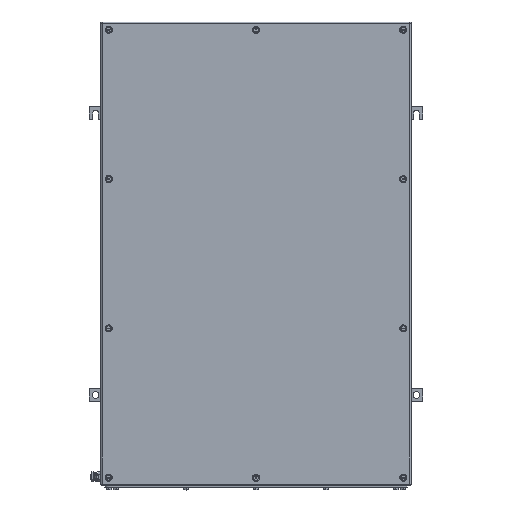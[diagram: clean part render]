
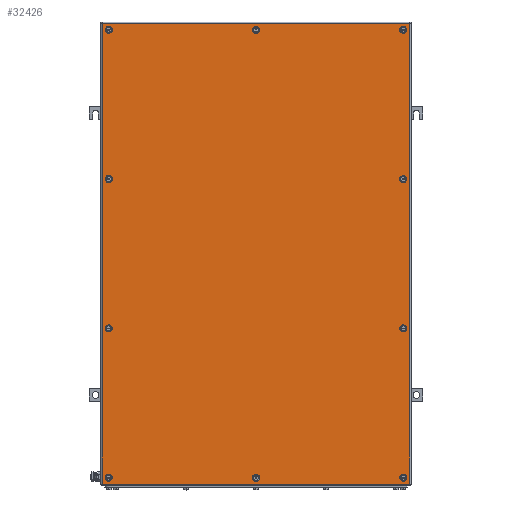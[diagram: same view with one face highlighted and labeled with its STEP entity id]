
A CAD part, top view. The second image highlights one B-rep face of the part: STEP entity #32426.
In plain terms, the highlighted planar face has unit normal (0, 0, 1).
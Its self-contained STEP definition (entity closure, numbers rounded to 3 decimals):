
#32192=AXIS2_PLACEMENT_3D('Circle Axis2P3D',#32190,#32191,$) ;
#32219=AXIS2_PLACEMENT_3D('Plane Axis2P3D',#32216,#32217,#32218) ;
#32257=AXIS2_PLACEMENT_3D('Circle Axis2P3D',#32255,#32256,$) ;
#32266=AXIS2_PLACEMENT_3D('Circle Axis2P3D',#32264,#32265,$) ;
#32275=AXIS2_PLACEMENT_3D('Circle Axis2P3D',#32273,#32274,$) ;
#32284=AXIS2_PLACEMENT_3D('Circle Axis2P3D',#32282,#32283,$) ;
#32293=AXIS2_PLACEMENT_3D('Circle Axis2P3D',#32291,#32292,$) ;
#32302=AXIS2_PLACEMENT_3D('Circle Axis2P3D',#32300,#32301,$) ;
#32311=AXIS2_PLACEMENT_3D('Circle Axis2P3D',#32309,#32310,$) ;
#32320=AXIS2_PLACEMENT_3D('Circle Axis2P3D',#32318,#32319,$) ;
#32329=AXIS2_PLACEMENT_3D('Circle Axis2P3D',#32327,#32328,$) ;
#32338=AXIS2_PLACEMENT_3D('Circle Axis2P3D',#32336,#32337,$) ;
#32347=AXIS2_PLACEMENT_3D('Circle Axis2P3D',#32345,#32346,$) ;
#32356=AXIS2_PLACEMENT_3D('Circle Axis2P3D',#32354,#32355,$) ;
#32365=AXIS2_PLACEMENT_3D('Circle Axis2P3D',#32363,#32364,$) ;
#32374=AXIS2_PLACEMENT_3D('Circle Axis2P3D',#32372,#32373,$) ;
#32383=AXIS2_PLACEMENT_3D('Circle Axis2P3D',#32381,#32382,$) ;
#32392=AXIS2_PLACEMENT_3D('Circle Axis2P3D',#32390,#32391,$) ;
#32401=AXIS2_PLACEMENT_3D('Circle Axis2P3D',#32399,#32400,$) ;
#32410=AXIS2_PLACEMENT_3D('Circle Axis2P3D',#32408,#32409,$) ;
#32419=AXIS2_PLACEMENT_3D('Circle Axis2P3D',#32417,#32418,$) ;
#32187=CARTESIAN_POINT('Vertex',(41.5,615.167,203.5)) ;
#32190=CARTESIAN_POINT('Axis2P3D Location',(38.,615.167,203.5)) ;
#32194=CARTESIAN_POINT('Vertex',(34.5,615.167,203.5)) ;
#32216=CARTESIAN_POINT('Axis2P3D Location',(330.5,468.,203.5)) ;
#32221=CARTESIAN_POINT('Line Origine',(330.5,924.5,203.5)) ;
#32225=CARTESIAN_POINT('Vertex',(635.,924.5,203.5)) ;
#32227=CARTESIAN_POINT('Vertex',(26.,924.5,203.5)) ;
#32230=CARTESIAN_POINT('Line Origine',(26.,468.,203.5)) ;
#32234=CARTESIAN_POINT('Vertex',(26.,11.5,203.5)) ;
#32237=CARTESIAN_POINT('Line Origine',(330.5,11.5,203.5)) ;
#32241=CARTESIAN_POINT('Vertex',(635.,11.5,203.5)) ;
#32244=CARTESIAN_POINT('Line Origine',(635.,468.,203.5)) ;
#32255=CARTESIAN_POINT('Axis2P3D Location',(38.,615.167,203.5)) ;
#32264=CARTESIAN_POINT('Axis2P3D Location',(38.,320.833,203.5)) ;
#32268=CARTESIAN_POINT('Vertex',(34.5,320.833,203.5)) ;
#32270=CARTESIAN_POINT('Vertex',(41.5,320.833,203.5)) ;
#32273=CARTESIAN_POINT('Axis2P3D Location',(38.,320.833,203.5)) ;
#32282=CARTESIAN_POINT('Axis2P3D Location',(623.,320.833,203.5)) ;
#32286=CARTESIAN_POINT('Vertex',(626.5,320.833,203.5)) ;
#32288=CARTESIAN_POINT('Vertex',(619.5,320.833,203.5)) ;
#32291=CARTESIAN_POINT('Axis2P3D Location',(623.,320.833,203.5)) ;
#32300=CARTESIAN_POINT('Axis2P3D Location',(623.,615.167,203.5)) ;
#32304=CARTESIAN_POINT('Vertex',(626.5,615.167,203.5)) ;
#32306=CARTESIAN_POINT('Vertex',(619.5,615.167,203.5)) ;
#32309=CARTESIAN_POINT('Axis2P3D Location',(623.,615.167,203.5)) ;
#32318=CARTESIAN_POINT('Axis2P3D Location',(330.5,23.5,203.5)) ;
#32322=CARTESIAN_POINT('Vertex',(334.,23.5,203.5)) ;
#32324=CARTESIAN_POINT('Vertex',(327.,23.5,203.5)) ;
#32327=CARTESIAN_POINT('Axis2P3D Location',(330.5,23.5,203.5)) ;
#32336=CARTESIAN_POINT('Axis2P3D Location',(330.5,912.5,203.5)) ;
#32340=CARTESIAN_POINT('Vertex',(334.,912.5,203.5)) ;
#32342=CARTESIAN_POINT('Vertex',(327.,912.5,203.5)) ;
#32345=CARTESIAN_POINT('Axis2P3D Location',(330.5,912.5,203.5)) ;
#32354=CARTESIAN_POINT('Axis2P3D Location',(38.,912.5,203.5)) ;
#32358=CARTESIAN_POINT('Vertex',(34.5,912.5,203.5)) ;
#32360=CARTESIAN_POINT('Vertex',(41.5,912.5,203.5)) ;
#32363=CARTESIAN_POINT('Axis2P3D Location',(38.,912.5,203.5)) ;
#32372=CARTESIAN_POINT('Axis2P3D Location',(38.,23.5,203.5)) ;
#32376=CARTESIAN_POINT('Vertex',(34.5,23.5,203.5)) ;
#32378=CARTESIAN_POINT('Vertex',(41.5,23.5,203.5)) ;
#32381=CARTESIAN_POINT('Axis2P3D Location',(38.,23.5,203.5)) ;
#32390=CARTESIAN_POINT('Axis2P3D Location',(623.,23.5,203.5)) ;
#32394=CARTESIAN_POINT('Vertex',(626.5,23.5,203.5)) ;
#32396=CARTESIAN_POINT('Vertex',(619.5,23.5,203.5)) ;
#32399=CARTESIAN_POINT('Axis2P3D Location',(623.,23.5,203.5)) ;
#32408=CARTESIAN_POINT('Axis2P3D Location',(623.,912.5,203.5)) ;
#32412=CARTESIAN_POINT('Vertex',(626.5,912.5,203.5)) ;
#32414=CARTESIAN_POINT('Vertex',(619.5,912.5,203.5)) ;
#32417=CARTESIAN_POINT('Axis2P3D Location',(623.,912.5,203.5)) ;
#32191=DIRECTION('Axis2P3D Direction',(0.,0.,1.)) ;
#32217=DIRECTION('Axis2P3D Direction',(0.,0.,1.)) ;
#32218=DIRECTION('Axis2P3D XDirection',(1.,0.,0.)) ;
#32222=DIRECTION('Vector Direction',(1.,0.,0.)) ;
#32231=DIRECTION('Vector Direction',(0.,-1.,0.)) ;
#32238=DIRECTION('Vector Direction',(1.,0.,0.)) ;
#32245=DIRECTION('Vector Direction',(0.,1.,0.)) ;
#32256=DIRECTION('Axis2P3D Direction',(0.,0.,1.)) ;
#32265=DIRECTION('Axis2P3D Direction',(0.,0.,1.)) ;
#32274=DIRECTION('Axis2P3D Direction',(0.,0.,1.)) ;
#32283=DIRECTION('Axis2P3D Direction',(0.,0.,1.)) ;
#32292=DIRECTION('Axis2P3D Direction',(0.,0.,1.)) ;
#32301=DIRECTION('Axis2P3D Direction',(0.,0.,1.)) ;
#32310=DIRECTION('Axis2P3D Direction',(0.,0.,1.)) ;
#32319=DIRECTION('Axis2P3D Direction',(0.,0.,1.)) ;
#32328=DIRECTION('Axis2P3D Direction',(0.,0.,1.)) ;
#32337=DIRECTION('Axis2P3D Direction',(0.,0.,1.)) ;
#32346=DIRECTION('Axis2P3D Direction',(0.,0.,1.)) ;
#32355=DIRECTION('Axis2P3D Direction',(0.,0.,1.)) ;
#32364=DIRECTION('Axis2P3D Direction',(0.,0.,1.)) ;
#32373=DIRECTION('Axis2P3D Direction',(0.,0.,1.)) ;
#32382=DIRECTION('Axis2P3D Direction',(0.,0.,1.)) ;
#32391=DIRECTION('Axis2P3D Direction',(0.,0.,1.)) ;
#32400=DIRECTION('Axis2P3D Direction',(0.,0.,1.)) ;
#32409=DIRECTION('Axis2P3D Direction',(0.,0.,1.)) ;
#32418=DIRECTION('Axis2P3D Direction',(0.,0.,1.)) ;
#32223=VECTOR('Line Direction',#32222,1.) ;
#32232=VECTOR('Line Direction',#32231,1.) ;
#32239=VECTOR('Line Direction',#32238,1.) ;
#32246=VECTOR('Line Direction',#32245,1.) ;
#32250=ORIENTED_EDGE('',*,*,#32229,.T.) ;
#32251=ORIENTED_EDGE('',*,*,#32236,.T.) ;
#32252=ORIENTED_EDGE('',*,*,#32243,.T.) ;
#32253=ORIENTED_EDGE('',*,*,#32248,.T.) ;
#32261=ORIENTED_EDGE('',*,*,#32259,.F.) ;
#32262=ORIENTED_EDGE('',*,*,#32196,.F.) ;
#32279=ORIENTED_EDGE('',*,*,#32272,.F.) ;
#32280=ORIENTED_EDGE('',*,*,#32277,.F.) ;
#32297=ORIENTED_EDGE('',*,*,#32290,.F.) ;
#32298=ORIENTED_EDGE('',*,*,#32295,.F.) ;
#32315=ORIENTED_EDGE('',*,*,#32308,.F.) ;
#32316=ORIENTED_EDGE('',*,*,#32313,.F.) ;
#32333=ORIENTED_EDGE('',*,*,#32326,.F.) ;
#32334=ORIENTED_EDGE('',*,*,#32331,.F.) ;
#32351=ORIENTED_EDGE('',*,*,#32344,.F.) ;
#32352=ORIENTED_EDGE('',*,*,#32349,.F.) ;
#32369=ORIENTED_EDGE('',*,*,#32362,.F.) ;
#32370=ORIENTED_EDGE('',*,*,#32367,.F.) ;
#32387=ORIENTED_EDGE('',*,*,#32380,.F.) ;
#32388=ORIENTED_EDGE('',*,*,#32385,.F.) ;
#32405=ORIENTED_EDGE('',*,*,#32398,.F.) ;
#32406=ORIENTED_EDGE('',*,*,#32403,.F.) ;
#32423=ORIENTED_EDGE('',*,*,#32416,.F.) ;
#32424=ORIENTED_EDGE('',*,*,#32421,.F.) ;
#32263=FACE_BOUND('',#32260,.T.) ;
#32281=FACE_BOUND('',#32278,.T.) ;
#32299=FACE_BOUND('',#32296,.T.) ;
#32317=FACE_BOUND('',#32314,.T.) ;
#32335=FACE_BOUND('',#32332,.T.) ;
#32353=FACE_BOUND('',#32350,.T.) ;
#32371=FACE_BOUND('',#32368,.T.) ;
#32389=FACE_BOUND('',#32386,.T.) ;
#32407=FACE_BOUND('',#32404,.T.) ;
#32425=FACE_BOUND('',#32422,.T.) ;
#32426=ADVANCED_FACE('ZUB_KTB_FS_916120_1GP_AllCATPart.2\\ZUB_DE_KTB_FS.1\\DE_KTB_MH_PART_MASTER.1\\Koerper.2',(#32254,#32263,#32281,#32299,#32317,#32335,#32353,#32371,#32389,#32407,#32425),#32220,.T.) ;
#32193=CIRCLE('generated circle',#32192,3.5) ;
#32258=CIRCLE('generated circle',#32257,3.5) ;
#32267=CIRCLE('generated circle',#32266,3.5) ;
#32276=CIRCLE('generated circle',#32275,3.5) ;
#32285=CIRCLE('generated circle',#32284,3.5) ;
#32294=CIRCLE('generated circle',#32293,3.5) ;
#32303=CIRCLE('generated circle',#32302,3.5) ;
#32312=CIRCLE('generated circle',#32311,3.5) ;
#32321=CIRCLE('generated circle',#32320,3.5) ;
#32330=CIRCLE('generated circle',#32329,3.5) ;
#32339=CIRCLE('generated circle',#32338,3.5) ;
#32348=CIRCLE('generated circle',#32347,3.5) ;
#32357=CIRCLE('generated circle',#32356,3.5) ;
#32366=CIRCLE('generated circle',#32365,3.5) ;
#32375=CIRCLE('generated circle',#32374,3.5) ;
#32384=CIRCLE('generated circle',#32383,3.5) ;
#32393=CIRCLE('generated circle',#32392,3.5) ;
#32402=CIRCLE('generated circle',#32401,3.5) ;
#32411=CIRCLE('generated circle',#32410,3.5) ;
#32420=CIRCLE('generated circle',#32419,3.5) ;
#32196=EDGE_CURVE('',#32188,#32195,#32193,.T.) ;
#32229=EDGE_CURVE('',#32226,#32228,#32224,.F.) ;
#32236=EDGE_CURVE('',#32228,#32235,#32233,.T.) ;
#32243=EDGE_CURVE('',#32235,#32242,#32240,.T.) ;
#32248=EDGE_CURVE('',#32242,#32226,#32247,.T.) ;
#32259=EDGE_CURVE('',#32195,#32188,#32258,.T.) ;
#32272=EDGE_CURVE('',#32269,#32271,#32267,.T.) ;
#32277=EDGE_CURVE('',#32271,#32269,#32276,.T.) ;
#32290=EDGE_CURVE('',#32287,#32289,#32285,.T.) ;
#32295=EDGE_CURVE('',#32289,#32287,#32294,.T.) ;
#32308=EDGE_CURVE('',#32305,#32307,#32303,.T.) ;
#32313=EDGE_CURVE('',#32307,#32305,#32312,.T.) ;
#32326=EDGE_CURVE('',#32323,#32325,#32321,.T.) ;
#32331=EDGE_CURVE('',#32325,#32323,#32330,.T.) ;
#32344=EDGE_CURVE('',#32341,#32343,#32339,.T.) ;
#32349=EDGE_CURVE('',#32343,#32341,#32348,.T.) ;
#32362=EDGE_CURVE('',#32359,#32361,#32357,.T.) ;
#32367=EDGE_CURVE('',#32361,#32359,#32366,.T.) ;
#32380=EDGE_CURVE('',#32377,#32379,#32375,.T.) ;
#32385=EDGE_CURVE('',#32379,#32377,#32384,.T.) ;
#32398=EDGE_CURVE('',#32395,#32397,#32393,.T.) ;
#32403=EDGE_CURVE('',#32397,#32395,#32402,.T.) ;
#32416=EDGE_CURVE('',#32413,#32415,#32411,.T.) ;
#32421=EDGE_CURVE('',#32415,#32413,#32420,.T.) ;
#32249=EDGE_LOOP('',(#32250,#32251,#32252,#32253)) ;
#32260=EDGE_LOOP('',(#32261,#32262)) ;
#32278=EDGE_LOOP('',(#32279,#32280)) ;
#32296=EDGE_LOOP('',(#32297,#32298)) ;
#32314=EDGE_LOOP('',(#32315,#32316)) ;
#32332=EDGE_LOOP('',(#32333,#32334)) ;
#32350=EDGE_LOOP('',(#32351,#32352)) ;
#32368=EDGE_LOOP('',(#32369,#32370)) ;
#32386=EDGE_LOOP('',(#32387,#32388)) ;
#32404=EDGE_LOOP('',(#32405,#32406)) ;
#32422=EDGE_LOOP('',(#32423,#32424)) ;
#32254=FACE_OUTER_BOUND('',#32249,.T.) ;
#32224=LINE('Line',#32221,#32223) ;
#32233=LINE('Line',#32230,#32232) ;
#32240=LINE('Line',#32237,#32239) ;
#32247=LINE('Line',#32244,#32246) ;
#32220=PLANE('',#32219) ;
#32188=VERTEX_POINT('',#32187) ;
#32195=VERTEX_POINT('',#32194) ;
#32226=VERTEX_POINT('',#32225) ;
#32228=VERTEX_POINT('',#32227) ;
#32235=VERTEX_POINT('',#32234) ;
#32242=VERTEX_POINT('',#32241) ;
#32269=VERTEX_POINT('',#32268) ;
#32271=VERTEX_POINT('',#32270) ;
#32287=VERTEX_POINT('',#32286) ;
#32289=VERTEX_POINT('',#32288) ;
#32305=VERTEX_POINT('',#32304) ;
#32307=VERTEX_POINT('',#32306) ;
#32323=VERTEX_POINT('',#32322) ;
#32325=VERTEX_POINT('',#32324) ;
#32341=VERTEX_POINT('',#32340) ;
#32343=VERTEX_POINT('',#32342) ;
#32359=VERTEX_POINT('',#32358) ;
#32361=VERTEX_POINT('',#32360) ;
#32377=VERTEX_POINT('',#32376) ;
#32379=VERTEX_POINT('',#32378) ;
#32395=VERTEX_POINT('',#32394) ;
#32397=VERTEX_POINT('',#32396) ;
#32413=VERTEX_POINT('',#32412) ;
#32415=VERTEX_POINT('',#32414) ;
